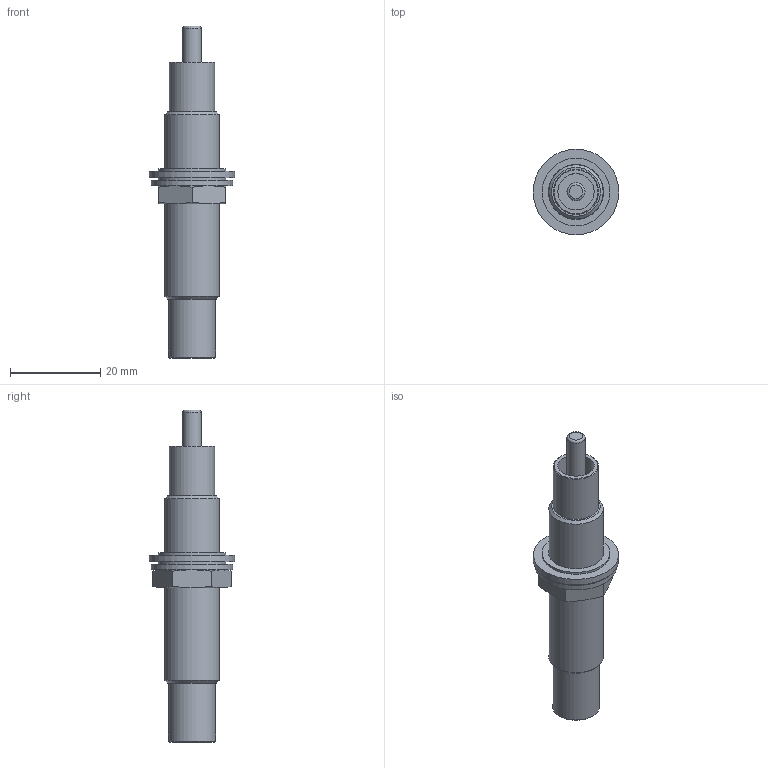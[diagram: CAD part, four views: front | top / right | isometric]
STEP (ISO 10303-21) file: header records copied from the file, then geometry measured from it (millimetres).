
FILE_DESCRIPTION(/* description */ ('STEP AP214'),/* implementation_level */ '2;1');
FILE_NAME(/* name */ '8161523_DYSD-Q11-8-8-Y1F-L-Y9',/* time_stamp */ '2024-08-23T16:18:10+02:00',/* author */ ('License CC BY-ND 4.0'),/* organization */ ('CADENAS'),/* preprocessor_version */ 'ST-DEVELOPER v19.3',/* originating_system */ 'PARTsolutions',/* authorisation */ ' ');
FILE_SCHEMA (('AUTOMOTIVE_DESIGN {1 0 10303 214 3 1 1}'));
Length unit declared in the file: millimetre
Products named in the file (5): 8161523 DYSD-Q11-8-8-Y1F-L-Y9_(8high); 8161523 DYSD-Q11-8-8-Y1F-L-Y9_8highSD; 1170986; Shim ring DIN 988 12x18x1.2; 348987 SPZ-20 M12X1-4-15
Assembly tree (4 placements, depth 2):
  8161523 DYSD-Q11-8-8-Y1F-L-Y9_(8high)
    8161523 DYSD-Q11-8-8-Y1F-L-Y9_8highSD
    1170986
    Shim ring DIN 988 12x18x1.2
    348987 SPZ-20 M12X1-4-15
Bounding box: 18.9 x 18.9 x 73.4 mm (x, y, z)
Volume: 7345.7 mm3; surface area: 4411.3 mm2
Topology: 4 solids, 4 shells, 52 faces, 98 edges, 63 vertices
Faces by surface type: plane 29, cylinder 14, cone 8, torus 1
Full cylindrical faces by diameter (mm): 4 x1, 7.9 x1, 8 x1, 8.7 x1, 10 x1, 10.4 x1, 10.917 x1, 12 x2, 12.2 x1, 15 x2, 18 x1, 18.9 x1
Entity records: 1333 total; most frequent: CARTESIAN_POINT 239, DIRECTION 212, ORIENTED_EDGE 146, AXIS2_PLACEMENT_3D 94, EDGE_LOOP 90, FACE_BOUND 90, EDGE_CURVE 73, VERTEX_POINT 61
